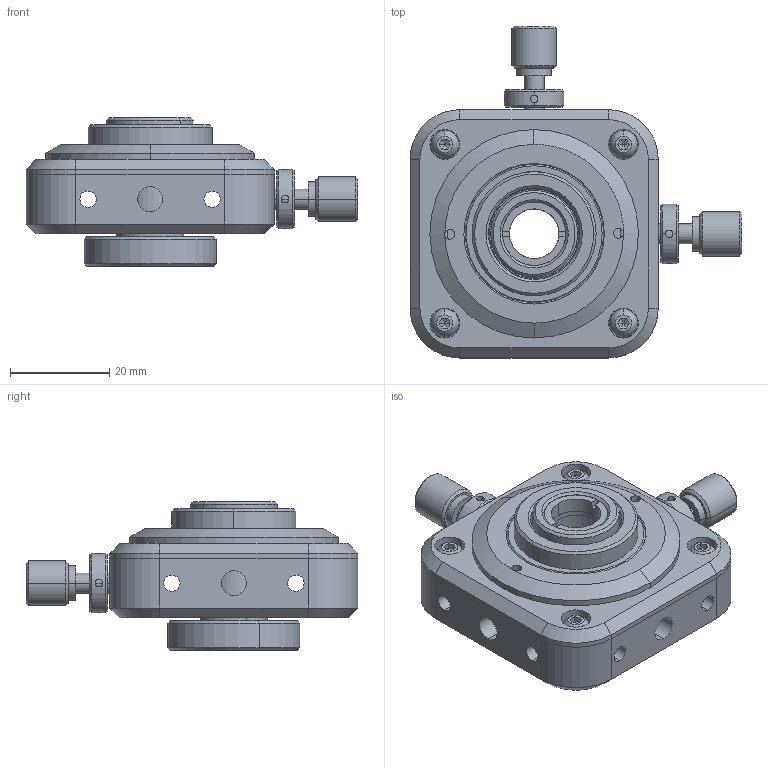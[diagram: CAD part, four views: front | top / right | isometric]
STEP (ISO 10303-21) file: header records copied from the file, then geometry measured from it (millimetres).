
FILE_DESCRIPTION (( 'STEP AP203' ), '1' );
FILE_NAME ('NLXYZ12.7-0.STEP', '2019-07-04T06:34:23', ( 'User' ), ( 'User' ), 'SwSTEP 2.0', 'SolidWorks 2016', '' );
FILE_SCHEMA (( 'CONFIG_CONTROL_DESIGN' ));
Length unit declared in the file: millimetre
Products named in the file (1): NLXYZ12.7-0
Bounding box: 66.87 x 66.87 x 30 mm (x, y, z)
Surface area: 13842.2 mm2 (no closed solid volume)
Topology: 0 solids, 22 shells, 323 faces, 1070 edges, 776 vertices
Faces by surface type: plane 149, cylinder 104, cone 62, sphere 8
Entity records: 12024 total; most frequent: CARTESIAN_POINT 2554, DIRECTION 2004, ORIENTED_EDGE 1670, EDGE_CURVE 1070, VERTEX_POINT 776, VECTOR 712, LINE 712, AXIS2_PLACEMENT_3D 646
